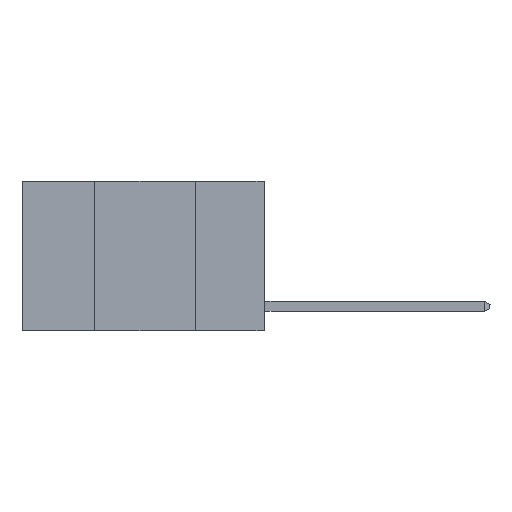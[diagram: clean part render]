
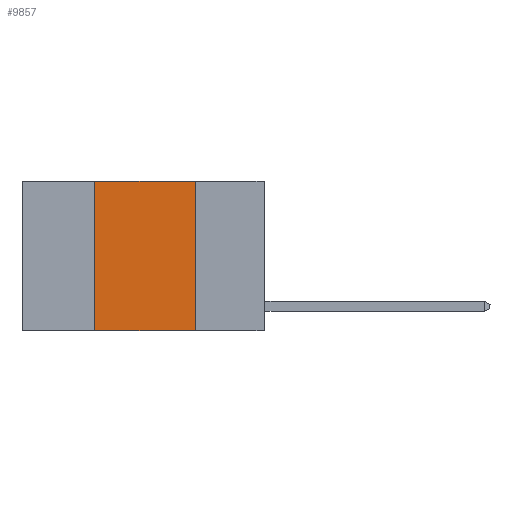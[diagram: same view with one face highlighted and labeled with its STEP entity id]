
A CAD part, left-side view. The second image highlights one B-rep face of the part: STEP entity #9857.
In plain terms, the highlighted planar face has unit normal (-1, 0, 0).
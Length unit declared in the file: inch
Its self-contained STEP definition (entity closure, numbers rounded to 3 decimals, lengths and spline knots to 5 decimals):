
#272 = EDGE_LOOP ( 'NONE', ( #9028, #11633, #5171, #4035 ) ) ;
#423 = VECTOR ( 'NONE', #3325, 39.37008 ) ;
#1693 = EDGE_CURVE ( 'NONE', #10026, #2880, #7971, .T. ) ;
#1695 = VECTOR ( 'NONE', #10452, 39.37008 ) ;
#1804 = VERTEX_POINT ( 'NONE', #11936 ) ;
#1826 = VECTOR ( 'NONE', #2811, 39.37008 ) ;
#2084 = VECTOR ( 'NONE', #5107, 39.37008 ) ;
#2802 = CARTESIAN_POINT ( 'NONE',  ( 0., 0.17, 0. ) ) ;
#2811 = DIRECTION ( 'NONE',  ( 0., -1., 0. ) ) ;
#2880 = VERTEX_POINT ( 'NONE', #12504 ) ;
#3325 = DIRECTION ( 'NONE',  ( 0., 0., 1. ) ) ;
#4035 = ORIENTED_EDGE ( 'NONE', *, *, #4716, .T. ) ;
#4339 = AXIS2_PLACEMENT_3D ( 'NONE', #10649, #6375, #13783 ) ;
#4439 = LINE ( 'NONE', #6171, #1826 ) ;
#4716 = EDGE_CURVE ( 'NONE', #1804, #13027, #4439, .T. ) ;
#5107 = DIRECTION ( 'NONE',  ( 0., -1., 0. ) ) ;
#5171 = ORIENTED_EDGE ( 'NONE', *, *, #6962, .F. ) ;
#6171 = CARTESIAN_POINT ( 'NONE',  ( 0., 0.6, -0.37 ) ) ;
#6375 = DIRECTION ( 'NONE',  ( 1., 0., 0. ) ) ;
#6686 = EDGE_CURVE ( 'NONE', #2880, #13027, #12539, .T. ) ;
#6962 = EDGE_CURVE ( 'NONE', #1804, #10026, #7078, .T. ) ;
#7078 = LINE ( 'NONE', #11984, #423 ) ;
#7971 = LINE ( 'NONE', #10537, #2084 ) ;
#9028 = ORIENTED_EDGE ( 'NONE', *, *, #6686, .F. ) ;
#9687 = CARTESIAN_POINT ( 'NONE',  ( 0., 0.17, -0.37 ) ) ;
#9857 = ADVANCED_FACE ( 'NONE', ( #11982 ), #12727, .F. ) ;
#10026 = VERTEX_POINT ( 'NONE', #12990 ) ;
#10452 = DIRECTION ( 'NONE',  ( 0., 0., -1. ) ) ;
#10537 = CARTESIAN_POINT ( 'NONE',  ( 0., 0.6, 0. ) ) ;
#10649 = CARTESIAN_POINT ( 'NONE',  ( 0., 0.6, 0. ) ) ;
#11633 = ORIENTED_EDGE ( 'NONE', *, *, #1693, .F. ) ;
#11936 = CARTESIAN_POINT ( 'NONE',  ( 0., 0.42, -0.37 ) ) ;
#11982 = FACE_OUTER_BOUND ( 'NONE', #272, .T. ) ;
#11984 = CARTESIAN_POINT ( 'NONE',  ( 0., 0.42, 0. ) ) ;
#12504 = CARTESIAN_POINT ( 'NONE',  ( 0., 0.17, 0. ) ) ;
#12539 = LINE ( 'NONE', #2802, #1695 ) ;
#12727 = PLANE ( 'NONE',  #4339 ) ;
#12990 = CARTESIAN_POINT ( 'NONE',  ( 0., 0.42, 0. ) ) ;
#13027 = VERTEX_POINT ( 'NONE', #9687 ) ;
#13783 = DIRECTION ( 'NONE',  ( 0., 0., -1. ) ) ;
